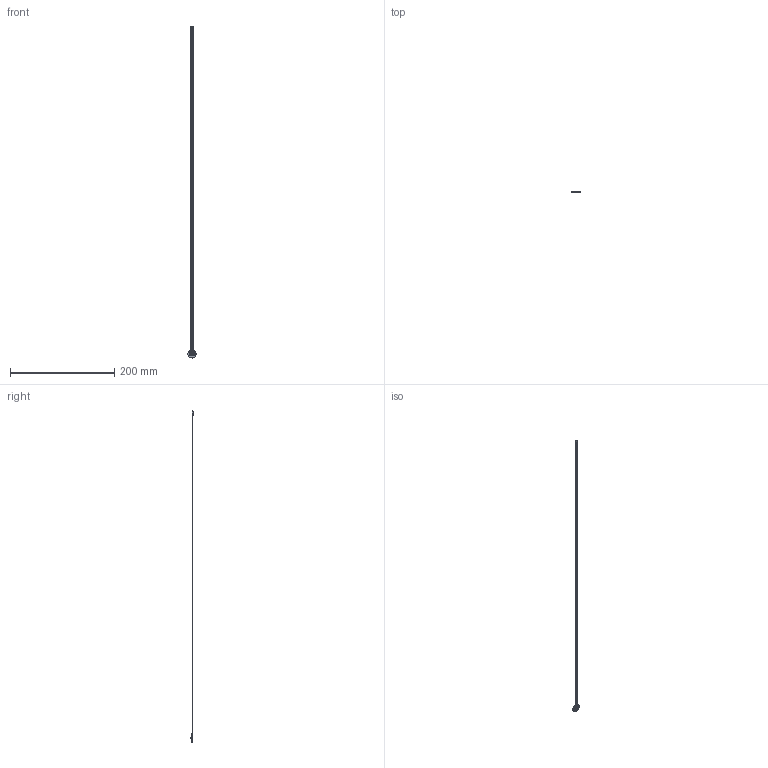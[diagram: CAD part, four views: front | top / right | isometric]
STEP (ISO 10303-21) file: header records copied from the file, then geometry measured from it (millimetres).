
FILE_DESCRIPTION (( 'STEP AP214' ), '1' );
FILE_NAME ('SEN-11574.STEP', '2021-02-15T17:44:53', ( '' ), ( '' ), 'SwSTEP 2.0', 'SolidWorks 2017', '' );
FILE_SCHEMA (( 'AUTOMOTIVE_DESIGN' ));
Length unit declared in the file: inch
Products named in the file (1): SEN-11574
Bounding box: 15.88 x 4.08 x 635.6 mm (x, y, z)
Volume: 1820.5 mm3; surface area: 11428.1 mm2
Topology: 40 solids, 40 shells, 341 faces, 745 edges, 483 vertices
Faces by surface type: plane 262, cylinder 63, sphere 8, cone 6, torus 2
Entity records: 9644 total; most frequent: CARTESIAN_POINT 1558, DIRECTION 1557, ORIENTED_EDGE 1470, EDGE_CURVE 735, VECTOR 597, LINE 597, VERTEX_POINT 481, AXIS2_PLACEMENT_3D 480
